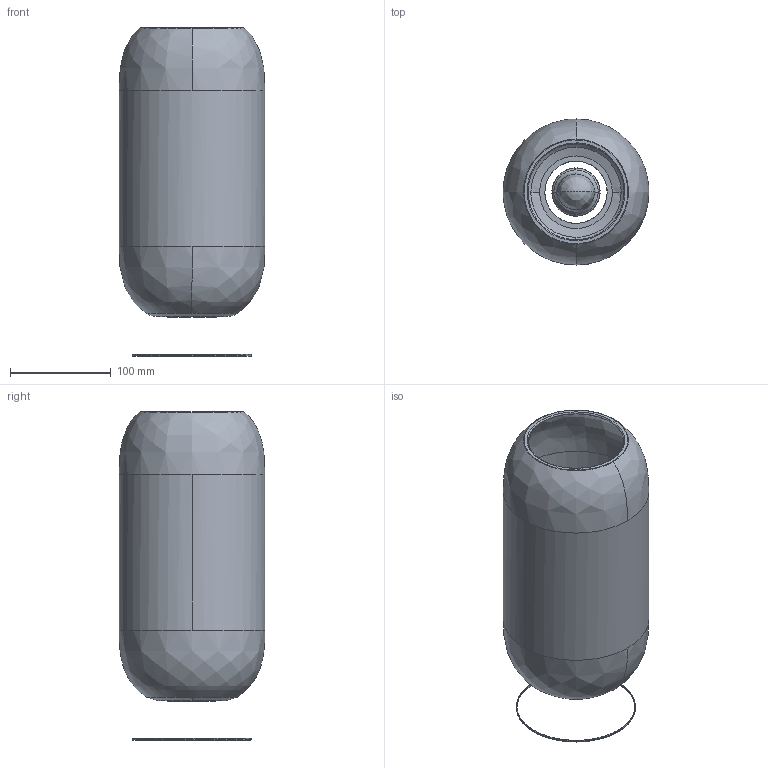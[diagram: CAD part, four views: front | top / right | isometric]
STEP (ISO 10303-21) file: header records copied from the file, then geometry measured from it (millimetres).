
FILE_DESCRIPTION(/* description */ (''),/* implementation_level */ '2;1');
FILE_NAME(/* name */ '140900~1',/* time_stamp */ '2019-07-16T11:29:13+02:00',/* author */ (''),/* organization */ (''),/* preprocessor_version */ 'ST-DEVELOPER v15',/* originating_system */ '',/* authorisation */ '');
FILE_SCHEMA (('AUTOMOTIVE_DESIGN'));
Length unit declared in the file: millimetre
Products named in the file (1): Document
Bounding box: 145 x 145 x 326.32 mm (x, y, z)
Volume: 535216.9 mm3; surface area: 280931.5 mm2
Topology: 3 solids, 5 shells, 93 faces, 259 edges, 168 vertices
Faces by surface type: bspline 68, plane 25
Entity records: 4883 total; most frequent: CARTESIAN_POINT 3415, ORIENTED_EDGE 506, EDGE_CURVE 256, VERTEX_POINT 167, B_SPLINE_CURVE_WITH_KNOTS 105, EDGE_LOOP 96, ADVANCED_FACE 93, FACE_OUTER_BOUND 93
